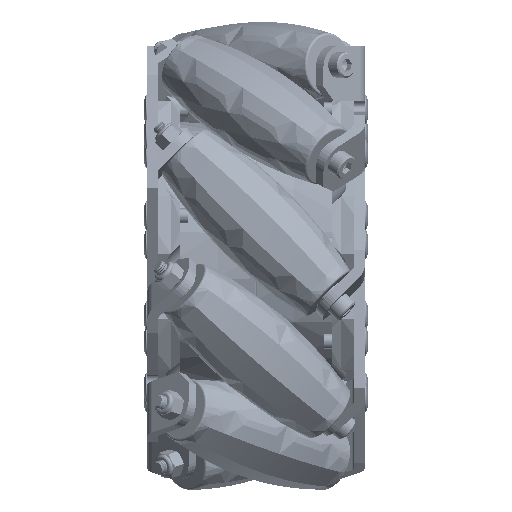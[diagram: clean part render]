
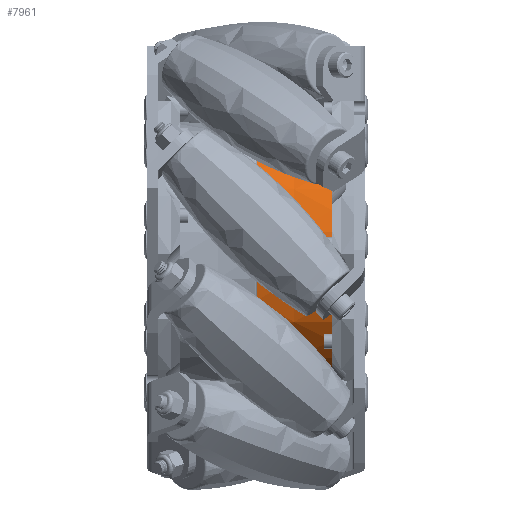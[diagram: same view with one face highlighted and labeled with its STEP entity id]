
A CAD part, front view. The second image highlights one B-rep face of the part: STEP entity #7961.
In plain terms, the highlighted conical face has half-angle 1 degrees and reference radius 28.575 mm.
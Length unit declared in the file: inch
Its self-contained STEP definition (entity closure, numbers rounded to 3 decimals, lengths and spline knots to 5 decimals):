
#1516 = DIRECTION ( 'NONE',  ( 1., 0., 0. ) ) ;
#2208 = VECTOR ( 'NONE', #33471, 39.37008 ) ;
#2518 = VERTEX_POINT ( 'NONE', #31299 ) ;
#2528 = ORIENTED_EDGE ( 'NONE', *, *, #8350, .T. ) ;
#3548 = CARTESIAN_POINT ( 'NONE',  ( 0.83309, 0., 0. ) ) ;
#3647 = CIRCLE ( 'NONE', #33875, 1.12509 ) ;
#4530 = EDGE_CURVE ( 'NONE', #13978, #37104, #11904, .T. ) ;
#5632 = VERTEX_POINT ( 'NONE', #30634 ) ;
#6499 = DIRECTION ( 'NONE',  ( 0., 0., 1. ) ) ;
#7332 = ORIENTED_EDGE ( 'NONE', *, *, #4530, .T. ) ;
#7894 = CARTESIAN_POINT ( 'NONE',  ( 0.838, 0., 1.125 ) ) ;
#7961 = ADVANCED_FACE ( 'NONE', ( #29446 ), #27608, .T. ) ;
#8350 = EDGE_CURVE ( 'NONE', #5632, #2518, #3647, .T. ) ;
#9724 = DIRECTION ( 'NONE',  ( 0., 0., -1. ) ) ;
#11904 = CIRCLE ( 'NONE', #17503, 1.13627 ) ;
#11947 = CARTESIAN_POINT ( 'NONE',  ( 0.19241, 0., 1.13627 ) ) ;
#12675 = CARTESIAN_POINT ( 'NONE',  ( 0.838, 0., 0. ) ) ;
#13978 = VERTEX_POINT ( 'NONE', #27216 ) ;
#17187 = ORIENTED_EDGE ( 'NONE', *, *, #27709, .F. ) ;
#17503 = AXIS2_PLACEMENT_3D ( 'NONE', #19111, #1516, #22091 ) ;
#18398 = ORIENTED_EDGE ( 'NONE', *, *, #19986, .T. ) ;
#18780 = AXIS2_PLACEMENT_3D ( 'NONE', #12675, #30475, #9724 ) ;
#19111 = CARTESIAN_POINT ( 'NONE',  ( 0.19241, 0., 0. ) ) ;
#19986 = EDGE_CURVE ( 'NONE', #2518, #13978, #32576, .T. ) ;
#21390 = EDGE_LOOP ( 'NONE', ( #17187, #2528, #18398, #7332 ) ) ;
#22091 = DIRECTION ( 'NONE',  ( 0., 0., -1. ) ) ;
#24142 = DIRECTION ( 'NONE',  ( -1., 0., 0. ) ) ;
#26044 = VECTOR ( 'NONE', #34413, 39.37008 ) ;
#27216 = CARTESIAN_POINT ( 'NONE',  ( 0.19241, 0., -1.13627 ) ) ;
#27608 = CONICAL_SURFACE ( 'NONE', #18780, 1.125, 0.017 ) ;
#27709 = EDGE_CURVE ( 'NONE', #5632, #37104, #37531, .T. ) ;
#29446 = FACE_OUTER_BOUND ( 'NONE', #21390, .T. ) ;
#30475 = DIRECTION ( 'NONE',  ( -1., 0., 0. ) ) ;
#30511 = CARTESIAN_POINT ( 'NONE',  ( 0.838, 0., -1.125 ) ) ;
#30634 = CARTESIAN_POINT ( 'NONE',  ( 0.83309, 0., 1.12509 ) ) ;
#31299 = CARTESIAN_POINT ( 'NONE',  ( 0.83309, 0., -1.12509 ) ) ;
#32576 = LINE ( 'NONE', #30511, #2208 ) ;
#33471 = DIRECTION ( 'NONE',  ( -1., 0., -0.017 ) ) ;
#33875 = AXIS2_PLACEMENT_3D ( 'NONE', #3548, #24142, #6499 ) ;
#34413 = DIRECTION ( 'NONE',  ( -1., 0., 0.017 ) ) ;
#37104 = VERTEX_POINT ( 'NONE', #11947 ) ;
#37531 = LINE ( 'NONE', #7894, #26044 ) ;
